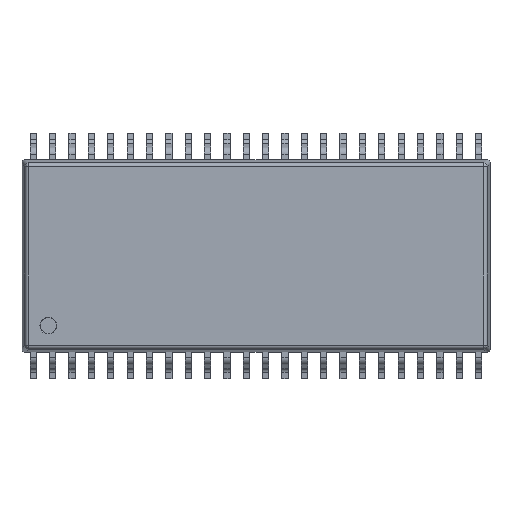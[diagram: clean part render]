
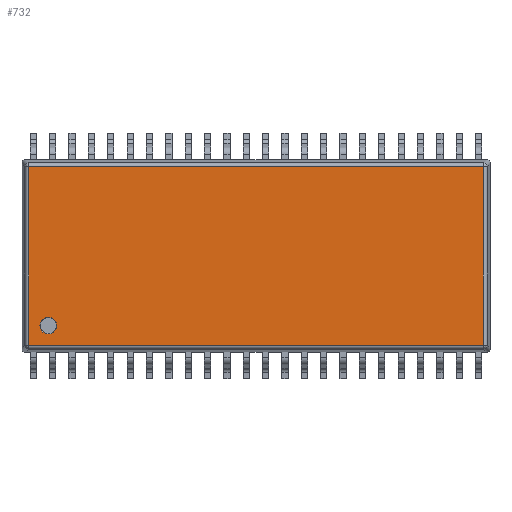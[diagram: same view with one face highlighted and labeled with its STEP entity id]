
A CAD part, top view. The second image highlights one B-rep face of the part: STEP entity #732.
In plain terms, the highlighted planar face has unit normal (0, 0, 1).
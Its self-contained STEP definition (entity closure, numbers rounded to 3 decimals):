
#732=ADVANCED_FACE('',(#1632,#1634),#1636,.T.);
#1632=FACE_BOUND('',#1633,.T.);
#1633=EDGE_LOOP('',(#2488,#2489,#2490,#2491));
#1634=FACE_BOUND('',#1635,.T.);
#1635=EDGE_LOOP('',(#2492));
#1636=PLANE('',#1637);
#1637=AXIS2_PLACEMENT_3D('',#1638,#1639,#1640);
#1638=CARTESIAN_POINT('',(0.,0.,3.));
#1639=DIRECTION('',(0.,0.,1.));
#1640=DIRECTION('',(1.,0.,0.));
#2488=ORIENTED_EDGE('',*,*,#2996,.T.);
#2489=ORIENTED_EDGE('',*,*,#2997,.T.);
#2490=ORIENTED_EDGE('',*,*,#2998,.T.);
#2491=ORIENTED_EDGE('',*,*,#2999,.T.);
#2492=ORIENTED_EDGE('',*,*,#3000,.T.);
#2996=EDGE_CURVE('',#3346,#3347,#3348,.T.);
#2997=EDGE_CURVE('',#3347,#3349,#3350,.T.);
#2998=EDGE_CURVE('',#3349,#3351,#3352,.T.);
#2999=EDGE_CURVE('',#3351,#3346,#3353,.T.);
#3000=EDGE_CURVE('',#3354,#3354,#3355,.F.);
#3346=VERTEX_POINT('',#4178);
#3347=VERTEX_POINT('',#4179);
#3348=LINE('',#4180,#4181);
#3349=VERTEX_POINT('',#4183);
#3350=LINE('',#4184,#4185);
#3351=VERTEX_POINT('',#4187);
#3352=LINE('',#4188,#4189);
#3353=LINE('',#4191,#4192);
#3354=VERTEX_POINT('',#4194);
#3355=CIRCLE('',#4195,0.55);
#4178=CARTESIAN_POINT('',(14.911,5.861,3.));
#4179=CARTESIAN_POINT('',(-14.911,5.861,3.));
#4180=CARTESIAN_POINT('',(14.911,5.861,3.));
#4181=VECTOR('',#4182,1.);
#4182=DIRECTION('',(-1.,0.,0.));
#4183=CARTESIAN_POINT('',(-14.911,-5.861,3.));
#4184=CARTESIAN_POINT('',(-14.911,5.861,3.));
#4185=VECTOR('',#4186,1.);
#4186=DIRECTION('',(0.,-1.,0.));
#4187=CARTESIAN_POINT('',(14.911,-5.861,3.));
#4188=CARTESIAN_POINT('',(-14.911,-5.861,3.));
#4189=VECTOR('',#4190,1.);
#4190=DIRECTION('',(1.,0.,0.));
#4191=CARTESIAN_POINT('',(14.911,-5.861,3.));
#4192=VECTOR('',#4193,1.);
#4193=DIRECTION('',(0.,1.,0.));
#4194=CARTESIAN_POINT('',(-13.071,-4.571,3.));
#4195=AXIS2_PLACEMENT_3D('',#4196,#4197,#4198);
#4196=CARTESIAN_POINT('',(-13.621,-4.571,3.));
#4197=DIRECTION('',(0.,0.,1.));
#4198=DIRECTION('',(1.,0.,0.));
